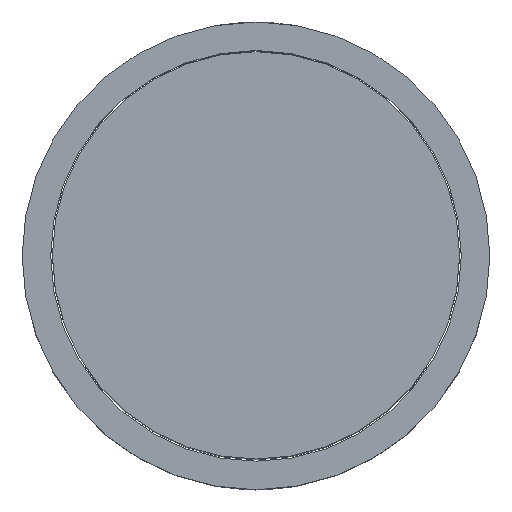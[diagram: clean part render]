
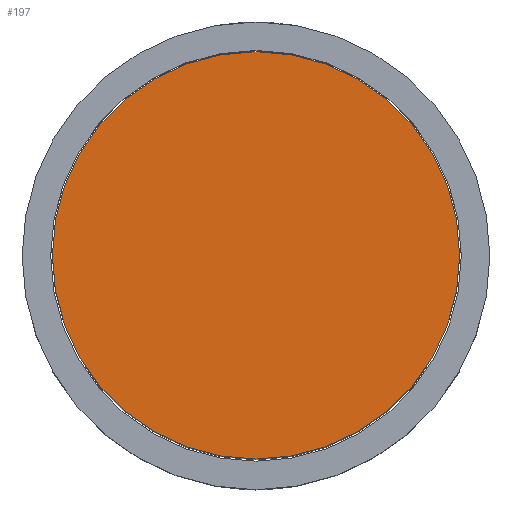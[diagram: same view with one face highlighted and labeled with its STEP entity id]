
A CAD part, top view. The second image highlights one B-rep face of the part: STEP entity #197.
In plain terms, the highlighted planar face has unit normal (0, 0, 1).
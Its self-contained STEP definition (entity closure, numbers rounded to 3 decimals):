
#37=PLANE('',#248);
#50=FACE_OUTER_BOUND('',#67,.T.);
#67=EDGE_LOOP('',(#177));
#78=CIRCLE('',#246,37.1);
#112=VERTEX_POINT('',#432);
#133=EDGE_CURVE('',#112,#112,#78,.T.);
#177=ORIENTED_EDGE('',*,*,#133,.T.);
#197=ADVANCED_FACE('',(#50),#37,.T.);
#246=AXIS2_PLACEMENT_3D('',#433,#301,#302);
#248=AXIS2_PLACEMENT_3D('',#437,#306,#307);
#301=DIRECTION('center_axis',(0.,0.,1.));
#302=DIRECTION('ref_axis',(1.,0.,0.));
#306=DIRECTION('center_axis',(0.,0.,1.));
#307=DIRECTION('ref_axis',(1.,0.,0.));
#432=CARTESIAN_POINT('',(-37.1,0.,80.));
#433=CARTESIAN_POINT('Origin',(0.,0.,80.));
#437=CARTESIAN_POINT('Origin',(0.,0.,80.));
